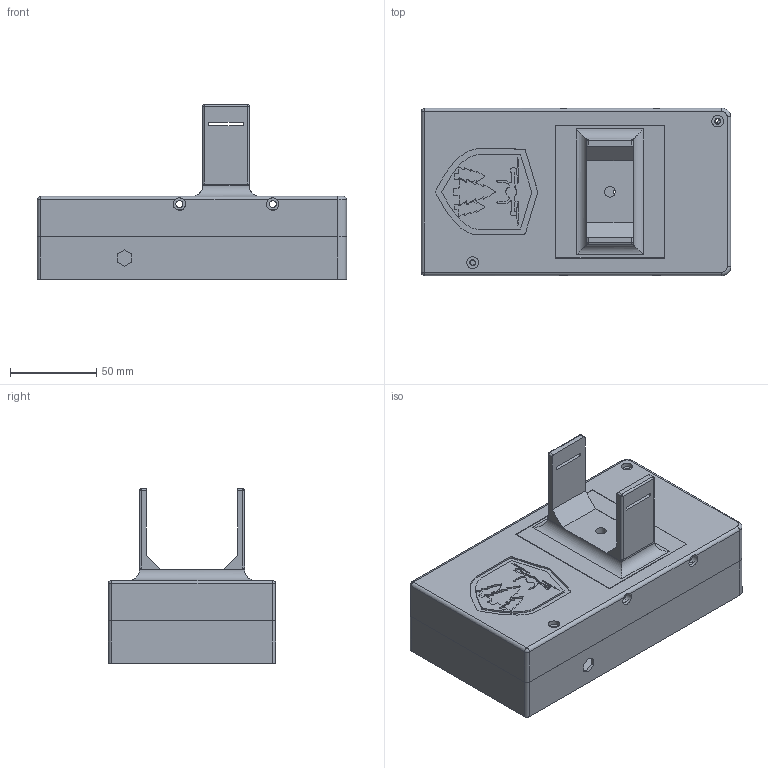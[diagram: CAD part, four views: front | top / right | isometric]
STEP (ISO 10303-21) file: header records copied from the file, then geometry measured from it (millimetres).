
FILE_DESCRIPTION(/* description */ (''),/* implementation_level */ '2;1');
FILE_NAME(/* name */ 'Housing.step',/* time_stamp */ '2025-07-25T03:01:34+03:00',/* author */ (''),/* organization */ (''),/* preprocessor_version */ 'ST-DEVELOPER v20.1',/* originating_system */ 'Autodesk Translation Framework v14.10.0.0',/* authorisation */ '');
FILE_SCHEMA (('AUTOMOTIVE_DESIGN { 1 0 10303 214 3 1 1 }'));
Length unit declared in the file: millimetre
Products named in the file (6): nationala housing; new; sketch; capac; fund (1); scris
Assembly tree (5 placements, depth 3):
  nationala housing
    new
      sketch
    capac
    fund (1)
    scris
Bounding box: 179.2 x 97.02 x 101 mm (x, y, z)
Volume: 221626.4 mm3; surface area: 131897.3 mm2
Topology: 3 solids, 3 shells, 715 faces, 2092 edges, 1376 vertices
Faces by surface type: plane 323, bspline 232, cylinder 152, sphere 6, torus 2
Full cylindrical faces by diameter (mm): 3 x2, 3.5 x2, 4 x6, 6.2 x1, 6.7 x2, 7.2 x4
Entity records: 25867 total; most frequent: CARTESIAN_POINT 8493, ORIENTED_EDGE 4172, DIRECTION 2925, EDGE_CURVE 2086, VERTEX_POINT 1376, LINE 1245, VECTOR 1245, EDGE_LOOP 844
